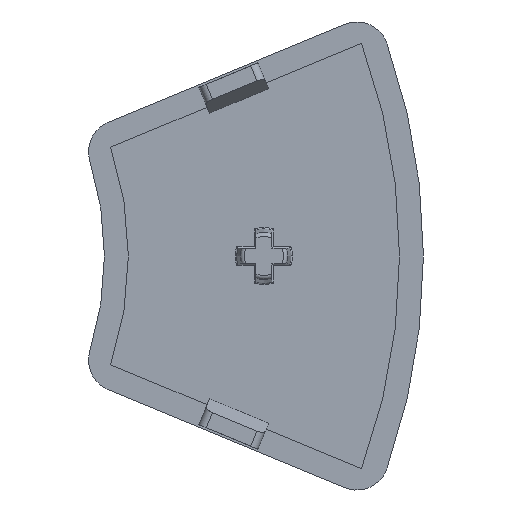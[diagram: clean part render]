
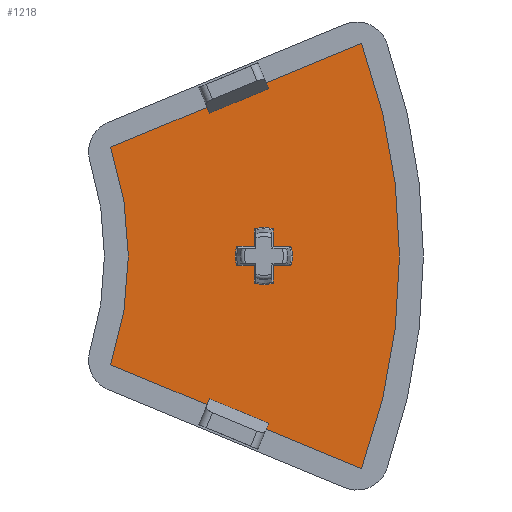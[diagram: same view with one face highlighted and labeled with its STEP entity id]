
A CAD part, front view. The second image highlights one B-rep face of the part: STEP entity #1218.
In plain terms, the highlighted planar face has unit normal (0, -1, 0).
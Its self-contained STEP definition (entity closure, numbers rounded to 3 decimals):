
#28=FACE_BOUND('',#254,.T.);
#107=CIRCLE('',#1339,43.);
#108=CIRCLE('',#1342,77.);
#109=CIRCLE('',#1345,3.6);
#110=CIRCLE('',#1346,3.6);
#111=CIRCLE('',#1347,3.6);
#112=CIRCLE('',#1348,3.6);
#180=FACE_OUTER_BOUND('',#253,.T.);
#253=EDGE_LOOP('',(#941,#942,#943,#944,#945,#946,#947,#948,#949,#950,#951,
#952));
#254=EDGE_LOOP('',(#953,#954,#955,#956,#957,#958,#959,#960,#961,#962,#963,
#964));
#296=LINE('',#1764,#394);
#298=LINE('',#1770,#396);
#331=LINE('',#2180,#429);
#334=LINE('',#2188,#432);
#335=LINE('',#2192,#433);
#336=LINE('',#2193,#434);
#337=LINE('',#2195,#435);
#338=LINE('',#2197,#436);
#339=LINE('',#2198,#437);
#340=LINE('',#2199,#438);
#341=LINE('',#2202,#439);
#342=LINE('',#2204,#440);
#343=LINE('',#2208,#441);
#344=LINE('',#2210,#442);
#345=LINE('',#2214,#443);
#346=LINE('',#2216,#444);
#347=LINE('',#2220,#445);
#348=LINE('',#2222,#446);
#394=VECTOR('',#1410,1000.);
#396=VECTOR('',#1414,1000.);
#429=VECTOR('',#1571,1000.);
#432=VECTOR('',#1580,1000.);
#433=VECTOR('',#1583,1000.);
#434=VECTOR('',#1584,1000.);
#435=VECTOR('',#1585,1000.);
#436=VECTOR('',#1586,1000.);
#437=VECTOR('',#1587,1000.);
#438=VECTOR('',#1588,1000.);
#439=VECTOR('',#1589,1000.);
#440=VECTOR('',#1590,1000.);
#441=VECTOR('',#1593,1000.);
#442=VECTOR('',#1594,1000.);
#443=VECTOR('',#1597,1000.);
#444=VECTOR('',#1598,1000.);
#445=VECTOR('',#1601,1000.);
#446=VECTOR('',#1602,1000.);
#490=VERTEX_POINT('',#1758);
#492=VERTEX_POINT('',#1762);
#493=VERTEX_POINT('',#1766);
#495=VERTEX_POINT('',#1769);
#553=VERTEX_POINT('',#2176);
#554=VERTEX_POINT('',#2178);
#555=VERTEX_POINT('',#2182);
#556=VERTEX_POINT('',#2186);
#557=VERTEX_POINT('',#2190);
#558=VERTEX_POINT('',#2191);
#559=VERTEX_POINT('',#2194);
#560=VERTEX_POINT('',#2196);
#561=VERTEX_POINT('',#2200);
#562=VERTEX_POINT('',#2201);
#563=VERTEX_POINT('',#2203);
#564=VERTEX_POINT('',#2205);
#565=VERTEX_POINT('',#2207);
#566=VERTEX_POINT('',#2209);
#567=VERTEX_POINT('',#2211);
#568=VERTEX_POINT('',#2213);
#569=VERTEX_POINT('',#2215);
#570=VERTEX_POINT('',#2217);
#571=VERTEX_POINT('',#2219);
#572=VERTEX_POINT('',#2221);
#608=EDGE_CURVE('',#492,#490,#296,.T.);
#610=EDGE_CURVE('',#493,#495,#298,.T.);
#693=EDGE_CURVE('',#492,#495,#107,.T.);
#696=EDGE_CURVE('',#554,#553,#331,.T.);
#698=EDGE_CURVE('',#555,#554,#108,.T.);
#700=EDGE_CURVE('',#556,#555,#334,.T.);
#701=EDGE_CURVE('',#557,#558,#335,.T.);
#702=EDGE_CURVE('',#558,#490,#336,.T.);
#703=EDGE_CURVE('',#493,#559,#337,.T.);
#704=EDGE_CURVE('',#559,#560,#338,.T.);
#705=EDGE_CURVE('',#560,#553,#339,.T.);
#706=EDGE_CURVE('',#556,#557,#340,.T.);
#707=EDGE_CURVE('',#561,#562,#341,.T.);
#708=EDGE_CURVE('',#562,#563,#342,.T.);
#709=EDGE_CURVE('',#563,#564,#109,.T.);
#710=EDGE_CURVE('',#564,#565,#343,.T.);
#711=EDGE_CURVE('',#565,#566,#344,.T.);
#712=EDGE_CURVE('',#566,#567,#110,.T.);
#713=EDGE_CURVE('',#567,#568,#345,.T.);
#714=EDGE_CURVE('',#568,#569,#346,.T.);
#715=EDGE_CURVE('',#569,#570,#111,.T.);
#716=EDGE_CURVE('',#570,#571,#347,.T.);
#717=EDGE_CURVE('',#571,#572,#348,.T.);
#718=EDGE_CURVE('',#572,#561,#112,.T.);
#941=ORIENTED_EDGE('',*,*,#701,.T.);
#942=ORIENTED_EDGE('',*,*,#702,.T.);
#943=ORIENTED_EDGE('',*,*,#608,.F.);
#944=ORIENTED_EDGE('',*,*,#693,.T.);
#945=ORIENTED_EDGE('',*,*,#610,.F.);
#946=ORIENTED_EDGE('',*,*,#703,.T.);
#947=ORIENTED_EDGE('',*,*,#704,.T.);
#948=ORIENTED_EDGE('',*,*,#705,.T.);
#949=ORIENTED_EDGE('',*,*,#696,.F.);
#950=ORIENTED_EDGE('',*,*,#698,.F.);
#951=ORIENTED_EDGE('',*,*,#700,.F.);
#952=ORIENTED_EDGE('',*,*,#706,.T.);
#953=ORIENTED_EDGE('',*,*,#707,.T.);
#954=ORIENTED_EDGE('',*,*,#708,.T.);
#955=ORIENTED_EDGE('',*,*,#709,.T.);
#956=ORIENTED_EDGE('',*,*,#710,.T.);
#957=ORIENTED_EDGE('',*,*,#711,.T.);
#958=ORIENTED_EDGE('',*,*,#712,.T.);
#959=ORIENTED_EDGE('',*,*,#713,.T.);
#960=ORIENTED_EDGE('',*,*,#714,.T.);
#961=ORIENTED_EDGE('',*,*,#715,.T.);
#962=ORIENTED_EDGE('',*,*,#716,.T.);
#963=ORIENTED_EDGE('',*,*,#717,.T.);
#964=ORIENTED_EDGE('',*,*,#718,.T.);
#1165=PLANE('',#1344);
#1218=ADVANCED_FACE('',(#180,#28),#1165,.F.);
#1339=AXIS2_PLACEMENT_3D('',#2174,#1565,#1566);
#1342=AXIS2_PLACEMENT_3D('',#2184,#1575,#1576);
#1344=AXIS2_PLACEMENT_3D('',#2189,#1581,#1582);
#1345=AXIS2_PLACEMENT_3D('',#2206,#1591,#1592);
#1346=AXIS2_PLACEMENT_3D('',#2212,#1595,#1596);
#1347=AXIS2_PLACEMENT_3D('',#2218,#1599,#1600);
#1348=AXIS2_PLACEMENT_3D('',#2223,#1603,#1604);
#1410=DIRECTION('',(0.924,0.,0.383));
#1414=DIRECTION('',(-0.924,0.,0.383));
#1565=DIRECTION('center_axis',(0.,1.,0.));
#1566=DIRECTION('ref_axis',(1.,0.,0.));
#1571=DIRECTION('',(-0.924,0.,0.383));
#1575=DIRECTION('center_axis',(0.,1.,0.));
#1576=DIRECTION('ref_axis',(1.,0.,0.));
#1580=DIRECTION('',(0.924,0.,0.383));
#1581=DIRECTION('center_axis',(0.,1.,0.));
#1582=DIRECTION('ref_axis',(0.,0.,1.));
#1583=DIRECTION('',(-0.924,0.,-0.383));
#1584=DIRECTION('',(-0.383,0.,0.924));
#1585=DIRECTION('',(0.383,0.,0.924));
#1586=DIRECTION('',(0.924,0.,-0.383));
#1587=DIRECTION('',(-0.383,0.,-0.924));
#1588=DIRECTION('',(0.383,0.,-0.924));
#1589=DIRECTION('',(0.,0.,-1.));
#1590=DIRECTION('',(1.,0.,0.));
#1591=DIRECTION('center_axis',(0.,1.,0.));
#1592=DIRECTION('ref_axis',(0.,0.,1.));
#1593=DIRECTION('',(-1.,0.,0.));
#1594=DIRECTION('',(0.,0.,-1.));
#1595=DIRECTION('center_axis',(0.,1.,0.));
#1596=DIRECTION('ref_axis',(0.,0.,1.));
#1597=DIRECTION('',(0.,0.,1.));
#1598=DIRECTION('',(-1.,0.,0.));
#1599=DIRECTION('center_axis',(0.,1.,0.));
#1600=DIRECTION('ref_axis',(0.,0.,1.));
#1601=DIRECTION('',(1.,0.,0.));
#1602=DIRECTION('',(0.,0.,1.));
#1603=DIRECTION('center_axis',(0.,1.,0.));
#1604=DIRECTION('ref_axis',(0.,0.,1.));
#1758=CARTESIAN_POINT('',(-7.115,-3.,18.659));
#1762=CARTESIAN_POINT('',(-19.222,-3.,13.644));
#1764=CARTESIAN_POINT('',(-19.222,-3.,13.644));
#1766=CARTESIAN_POINT('',(-7.115,-3.,-18.659));
#1769=CARTESIAN_POINT('',(-19.222,-3.,-13.644));
#1770=CARTESIAN_POINT('',(12.233,-3.,-26.673));
#2174=CARTESIAN_POINT('Origin',(-60.,-3.,0.));
#2176=CARTESIAN_POINT('',(0.276,-3.,-21.72));
#2178=CARTESIAN_POINT('',(12.233,-3.,-26.673));
#2180=CARTESIAN_POINT('',(12.233,-3.,-26.673));
#2182=CARTESIAN_POINT('',(12.233,-3.,26.673));
#2184=CARTESIAN_POINT('Origin',(-60.,-3.,0.));
#2186=CARTESIAN_POINT('',(0.276,-3.,21.72));
#2188=CARTESIAN_POINT('',(-19.222,-3.,13.644));
#2189=CARTESIAN_POINT('Origin',(-60.,-3.,0.));
#2190=CARTESIAN_POINT('',(0.583,-3.,20.981));
#2191=CARTESIAN_POINT('',(-6.809,-3.,17.92));
#2192=CARTESIAN_POINT('',(0.583,-3.,20.981));
#2193=CARTESIAN_POINT('',(-6.809,-3.,17.92));
#2194=CARTESIAN_POINT('',(-6.809,-3.,-17.92));
#2195=CARTESIAN_POINT('',(-8.263,-3.,-21.43));
#2196=CARTESIAN_POINT('',(0.583,-3.,-20.981));
#2197=CARTESIAN_POINT('',(-6.809,-3.,-17.92));
#2198=CARTESIAN_POINT('',(0.583,-3.,-20.981));
#2199=CARTESIAN_POINT('',(-0.872,-3.,24.492));
#2200=CARTESIAN_POINT('',(1.2,-3.,3.394));
#2201=CARTESIAN_POINT('',(1.2,-3.,1.2));
#2202=CARTESIAN_POINT('',(1.2,-3.,1.));
#2203=CARTESIAN_POINT('',(3.394,-3.,1.2));
#2204=CARTESIAN_POINT('',(3.25,-3.,1.2));
#2205=CARTESIAN_POINT('',(3.394,-3.,-1.2));
#2206=CARTESIAN_POINT('Origin',(0.,-3.,0.));
#2207=CARTESIAN_POINT('',(1.2,-3.,-1.2));
#2208=CARTESIAN_POINT('',(1.,-3.,-1.2));
#2209=CARTESIAN_POINT('',(1.2,-3.,-3.394));
#2210=CARTESIAN_POINT('',(1.2,-3.,-3.25));
#2211=CARTESIAN_POINT('',(-1.2,-3.,-3.394));
#2212=CARTESIAN_POINT('Origin',(0.,-3.,0.));
#2213=CARTESIAN_POINT('',(-1.2,-3.,-1.2));
#2214=CARTESIAN_POINT('',(-1.2,-3.,-1.));
#2215=CARTESIAN_POINT('',(-3.394,-3.,-1.2));
#2216=CARTESIAN_POINT('',(-3.25,-3.,-1.2));
#2217=CARTESIAN_POINT('',(-3.394,-3.,1.2));
#2218=CARTESIAN_POINT('Origin',(0.,-3.,0.));
#2219=CARTESIAN_POINT('',(-1.2,-3.,1.2));
#2220=CARTESIAN_POINT('',(-1.,-3.,1.2));
#2221=CARTESIAN_POINT('',(-1.2,-3.,3.394));
#2222=CARTESIAN_POINT('',(-1.2,-3.,3.25));
#2223=CARTESIAN_POINT('Origin',(0.,-3.,0.));
